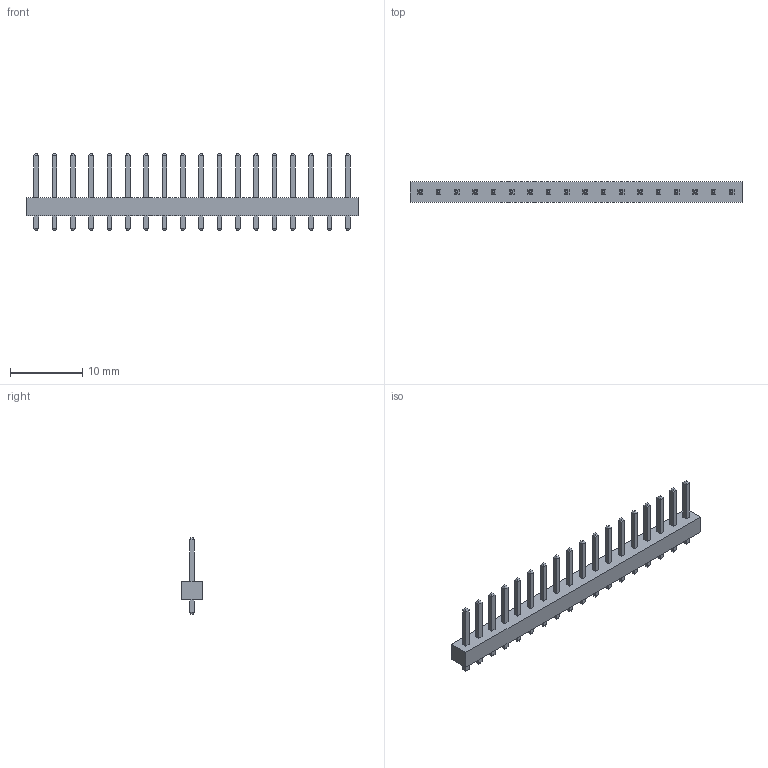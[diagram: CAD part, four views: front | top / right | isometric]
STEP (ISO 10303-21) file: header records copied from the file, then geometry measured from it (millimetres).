
FILE_DESCRIPTION (( 'STEP AP214' ), '1' );
FILE_NAME ( 'HDRV18W64P254_18X1_4602X284H865.STEP', '2022-06-18T21:59:54', ( '' ), ( '' ), '', '©2017 PCB Libraries, Inc.', '' );
FILE_SCHEMA (( 'AUTOMOTIVE_DESIGN' ));
Length unit declared in the file: millimetre
Products named in the file (1): HDRV18W64P254_18X1_4602X284H865
Bounding box: 46.02 x 2.84 x 10.65 mm (x, y, z)
Volume: 389.8 mm3; surface area: 896.8 mm2
Topology: 37 solids, 37 shells, 366 faces, 732 edges, 440 vertices
Faces by surface type: plane 366
Entity records: 10271 total; most frequent: CARTESIAN_POINT 1539, DIRECTION 1466, ORIENTED_EDGE 1464, VECTOR 732, LINE 732, EDGE_CURVE 732, VERTEX_POINT 440, STYLED_ITEM 404
